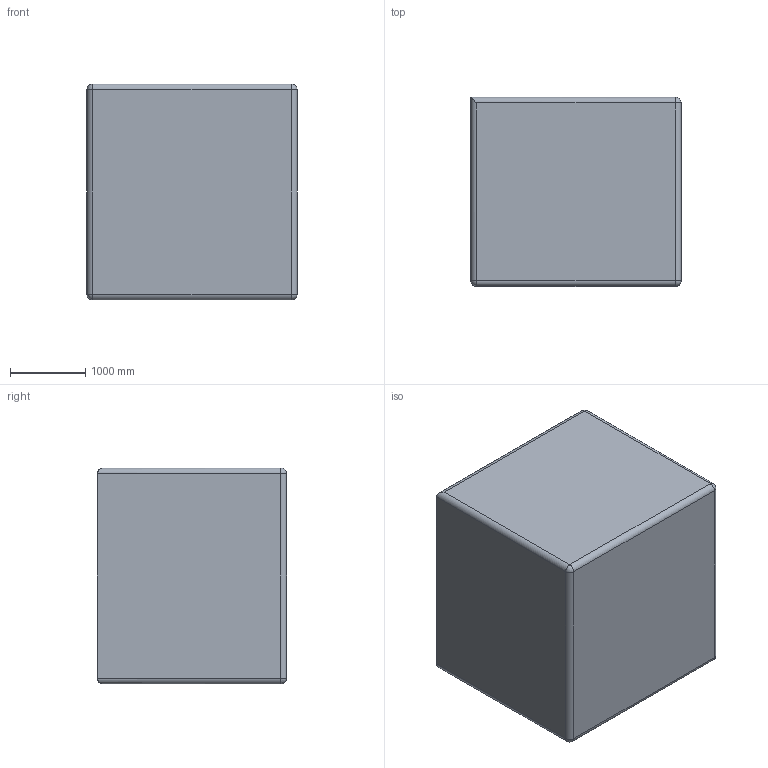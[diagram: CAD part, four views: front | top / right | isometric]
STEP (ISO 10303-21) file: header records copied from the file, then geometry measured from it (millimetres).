
FILE_DESCRIPTION((''),'2;1');
FILE_NAME('VB34_F404881A','2006-09-25T',('Pepperl+Fuchs'),('Industriehansa'),'PRO/ENGINEER BY PARAMETRIC TECHNOLOGY CORPORATION, 2005290','PRO/ENGINEER BY PARAMETRIC TECHNOLOGY CORPORATION, 2005290','');
FILE_SCHEMA(('AUTOMOTIVE_DESIGN_CC2 { 1 2 10303 214 -1 1 5 2 }'));
Length unit declared in the file: inch
Products named in the file (1): VB34_F404881A
Bounding box: 2794 x 2514.6 x 2870.2 mm (x, y, z)
Volume: 20123827355.4 mm3; surface area: 43736980.5 mm2
Topology: 1 solids, 1 shells, 35 faces, 75 edges, 50 vertices
Faces by surface type: cylinder 19, plane 10, sphere 6
Entity records: 1220 total; most frequent: DIRECTION 179, CARTESIAN_POINT 169, ORIENTED_EDGE 134, PRESENTATION_STYLE_ASSIGNMENT 79, STYLED_ITEM 79, CURVE_STYLE 77, AXIS2_PLACEMENT_3D 70, EDGE_CURVE 67
